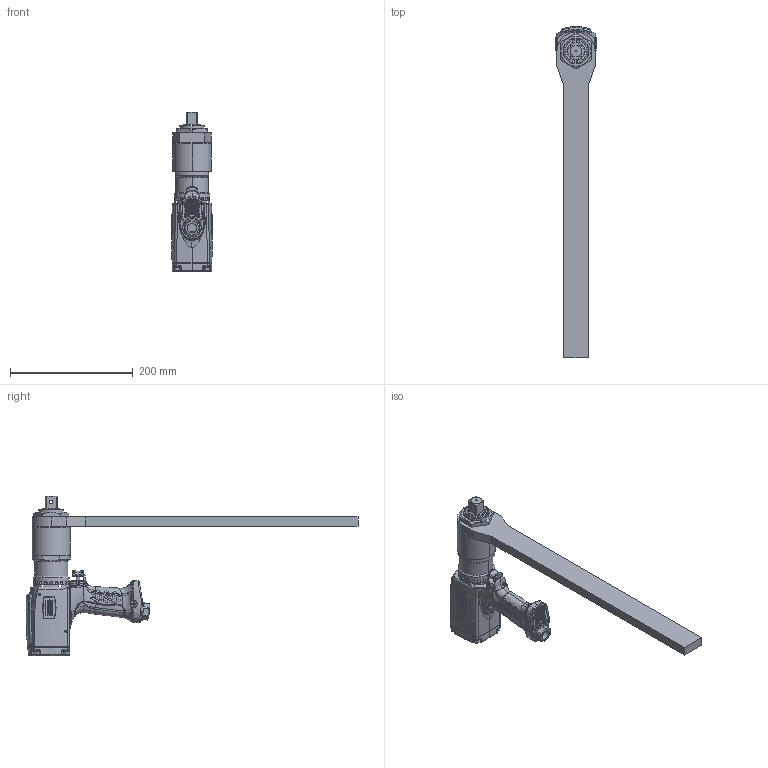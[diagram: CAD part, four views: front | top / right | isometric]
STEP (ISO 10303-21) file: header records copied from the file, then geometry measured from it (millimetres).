
FILE_DESCRIPTION((''),'2;1');
FILE_NAME('8431080333_SW','2008-12-18T',('toocsr'),(''),'PRO/ENGINEER BY PARAMETRIC TECHNOLOGY CORPORATION, 2007370','PRO/ENGINEER BY PARAMETRIC TECHNOLOGY CORPORATION, 2007370','');
FILE_SCHEMA(('CONFIG_CONTROL_DESIGN', 'GEOMETRIC_VALIDATION_PROPERTIES_MIM'));
Products named in the file (1): 8431080333_SW
Bounding box: 66.45 x 541.05 x 260.1 mm (x, y, z)
Surface area: 157999 mm2 (no closed solid volume)
Topology: 0 solids, 114 shells, 899 faces, 4624 edges, 3734 vertices
Faces by surface type: bspline 506, cylinder 160, plane 102, cone 86, extrusion 20, sphere 15, torus 10
Entity records: 87685 total; most frequent: CARTESIAN_POINT 52532, ORIENTED_EDGE 6050, EDGE_CURVE 4610, DIRECTION 3921, VERTEX_POINT 3734, B_SPLINE_CURVE_WITH_KNOTS 2459, AXIS2_PLACEMENT_3D 1357, VECTOR 1207
